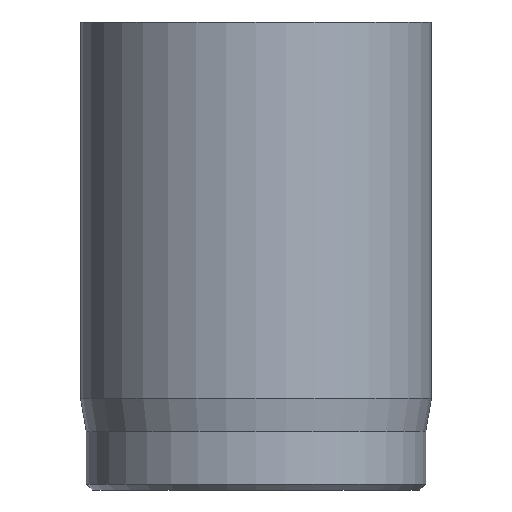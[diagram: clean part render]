
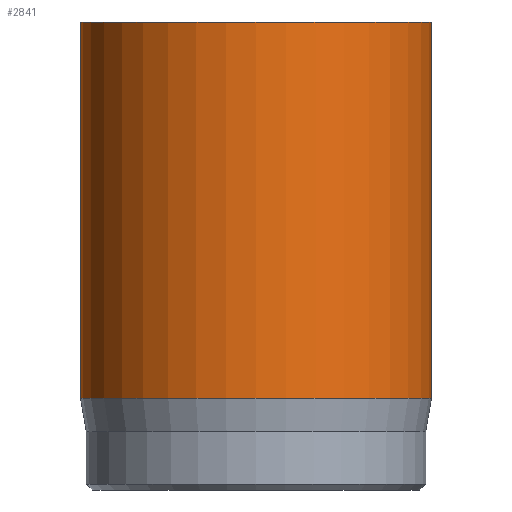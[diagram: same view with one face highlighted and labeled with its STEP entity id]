
A CAD part, front view. The second image highlights one B-rep face of the part: STEP entity #2841.
In plain terms, the highlighted cylindrical face has radius 3 mm (diameter 6 mm), a full revolution.
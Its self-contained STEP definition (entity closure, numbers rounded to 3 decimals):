
#359=CYLINDRICAL_SURFACE('',#3025,3.);
#455=FACE_OUTER_BOUND('',#616,.T.);
#616=EDGE_LOOP('',(#2312,#2313,#2314,#2315,#2316));
#827=LINE('',#4778,#1046);
#1046=VECTOR('',#3333,3.);
#1142=CIRCLE('',#3023,3.);
#1143=CIRCLE('',#3024,3.);
#1144=CIRCLE('',#3026,3.);
#1336=VERTEX_POINT('',#4770);
#1337=VERTEX_POINT('',#4771);
#1338=VERTEX_POINT('',#4776);
#1706=EDGE_CURVE('',#1336,#1337,#1142,.T.);
#1707=EDGE_CURVE('',#1337,#1336,#1143,.T.);
#1709=EDGE_CURVE('',#1338,#1338,#1144,.T.);
#1710=EDGE_CURVE('',#1338,#1336,#827,.T.);
#2312=ORIENTED_EDGE('',*,*,#1709,.T.);
#2313=ORIENTED_EDGE('',*,*,#1710,.T.);
#2314=ORIENTED_EDGE('',*,*,#1706,.T.);
#2315=ORIENTED_EDGE('',*,*,#1707,.T.);
#2316=ORIENTED_EDGE('',*,*,#1710,.F.);
#2841=ADVANCED_FACE('',(#455),#359,.T.);
#3023=AXIS2_PLACEMENT_3D('',#4772,#3324,#3325);
#3024=AXIS2_PLACEMENT_3D('',#4773,#3326,#3327);
#3025=AXIS2_PLACEMENT_3D('',#4775,#3329,#3330);
#3026=AXIS2_PLACEMENT_3D('',#4777,#3331,#3332);
#3324=DIRECTION('center_axis',(0.,0.,1.));
#3325=DIRECTION('ref_axis',(-1.,0.,0.));
#3326=DIRECTION('center_axis',(0.,0.,1.));
#3327=DIRECTION('ref_axis',(-1.,0.,0.));
#3329=DIRECTION('center_axis',(0.,0.,1.));
#3330=DIRECTION('ref_axis',(-1.,0.,0.));
#3331=DIRECTION('center_axis',(0.,0.,-1.));
#3332=DIRECTION('ref_axis',(-1.,0.,0.));
#3333=DIRECTION('',(0.,0.,-1.));
#4770=CARTESIAN_POINT('',(3.,0.,1.567));
#4771=CARTESIAN_POINT('',(-3.,0.,1.567));
#4772=CARTESIAN_POINT('Origin',(0.,0.,1.567));
#4773=CARTESIAN_POINT('Origin',(0.,0.,1.567));
#4775=CARTESIAN_POINT('Origin',(0.,0.,0.));
#4776=CARTESIAN_POINT('',(3.,0.,8.));
#4777=CARTESIAN_POINT('Origin',(0.,0.,8.));
#4778=CARTESIAN_POINT('',(3.,0.,0.));
